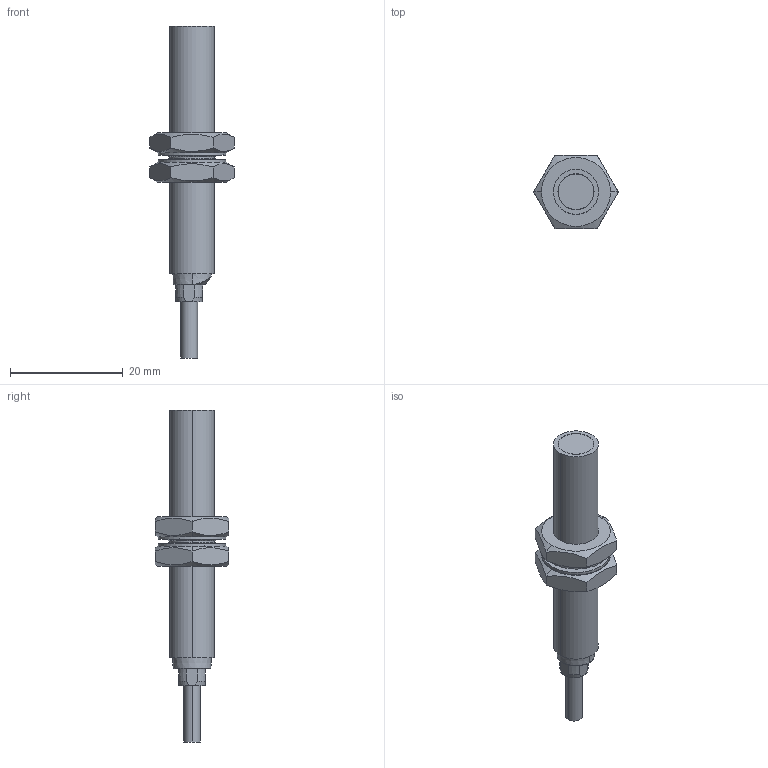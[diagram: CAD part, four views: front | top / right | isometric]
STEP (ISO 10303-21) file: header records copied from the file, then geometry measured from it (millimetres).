
FILE_DESCRIPTION((''),'2;1');
FILE_NAME('TYF08','2022-03-25T',('EDY'),(''),'CREO PARAMETRIC BY PTC INC, 2018070','CREO PARAMETRIC BY PTC INC, 2018070','');
FILE_SCHEMA(('CONFIG_CONTROL_DESIGN'));
Length unit declared in the file: millimetre
Products named in the file (1): TYF08
Bounding box: 15.01 x 13 x 59 mm (x, y, z)
Volume: 2712.1 mm3; surface area: 6006.5 mm2
Topology: 2 solids, 10 shells, 686 faces, 1989 edges, 1327 vertices
Faces by surface type: plane 519, cylinder 114, cone 44, torus 5, bspline 4
Entity records: 23763 total; most frequent: CARTESIAN_POINT 5398, ORIENTED_EDGE 3949, DIRECTION 3617, EDGE_CURVE 1989, VECTOR 1563, LINE 1563, VERTEX_POINT 1327, AXIS2_PLACEMENT_3D 1027
